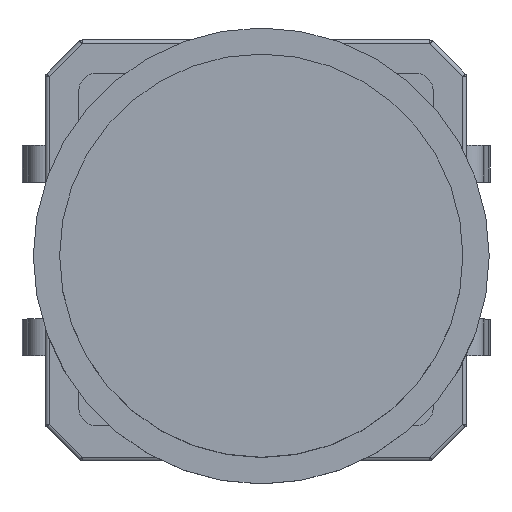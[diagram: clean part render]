
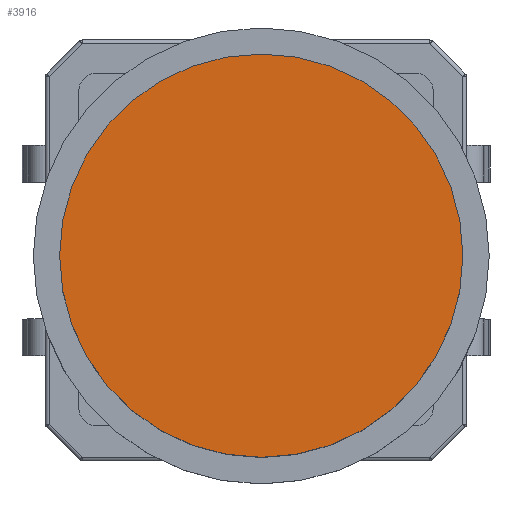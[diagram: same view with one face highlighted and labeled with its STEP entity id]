
A CAD part, top view. The second image highlights one B-rep face of the part: STEP entity #3916.
In plain terms, the highlighted face is planar.
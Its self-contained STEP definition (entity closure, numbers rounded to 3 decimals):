
#96=PLANE('',#4200);
#243=FACE_OUTER_BOUND('',#486,.T.);
#486=EDGE_LOOP('',(#2841));
#1502=CIRCLE('',#4194,5.75);
#1755=VERTEX_POINT('',#6071);
#2159=EDGE_CURVE('',#1755,#1755,#1502,.T.);
#2841=ORIENTED_EDGE('',*,*,#2159,.T.);
#3916=ADVANCED_FACE('',(#243),#96,.F.);
#4194=AXIS2_PLACEMENT_3D('',#6072,#4774,#4775);
#4200=AXIS2_PLACEMENT_3D('',#6083,#4789,#4790);
#4774=DIRECTION('center_axis',(0.,-1.,0.));
#4775=DIRECTION('ref_axis',(1.,0.,0.));
#4789=DIRECTION('center_axis',(0.,1.,0.));
#4790=DIRECTION('ref_axis',(1.,0.,0.));
#6071=CARTESIAN_POINT('',(-5.75,-1.,0.));
#6072=CARTESIAN_POINT('Origin',(0.,-1.,0.));
#6083=CARTESIAN_POINT('Origin',(0.,-1.,0.));
